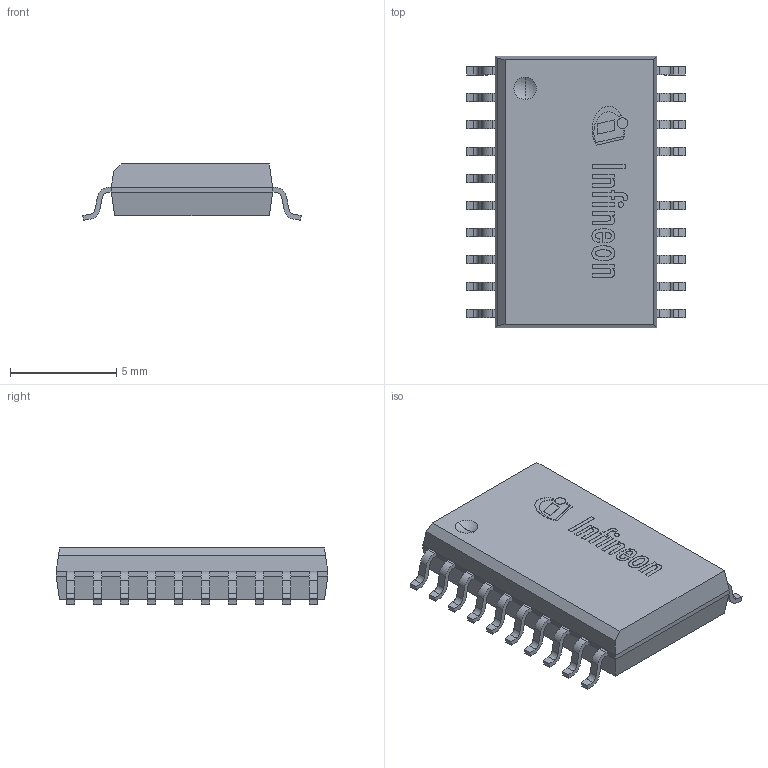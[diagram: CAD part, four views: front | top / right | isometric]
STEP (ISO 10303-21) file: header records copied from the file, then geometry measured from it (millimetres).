
FILE_DESCRIPTION(/* description */ (''),/* implementation_level */ '2;1');
FILE_NAME(/* name */ 'PG-DSO-19-1_Z8B00022364_V03_3D.stp',/* time_stamp */ '2024-05-10T10:15:23+05:30',/* author */ ('sivamani'),/* organization */ (''),/* preprocessor_version */ 'ST-DEVELOPER v19.2',/* originating_system */ 'AutoCAD Mechanical',/* authorisation */ '');
FILE_SCHEMA (('AUTOMOTIVE_DESIGN { 1 0 10303 214 3 1 1 }'));
Length unit declared in the file: millimetre
Products named in the file (1): Product
Bounding box: 10.3 x 12.8 x 2.66 mm (x, y, z)
Volume: 233.3 mm3; surface area: 736.2 mm2
Topology: 35 solids, 35 shells, 508 faces, 1295 edges, 860 vertices
Faces by surface type: plane 298, cylinder 200, sphere 6, torus 4
Full cylindrical faces by diameter (mm): 0.247 x1, 0.509 x1
Entity records: 15432 total; most frequent: DIRECTION 2724, CARTESIAN_POINT 2664, ORIENTED_EDGE 2590, EDGE_CURVE 1295, AXIS2_PLACEMENT_3D 920, LINE 884, VECTOR 884, VERTEX_POINT 860
